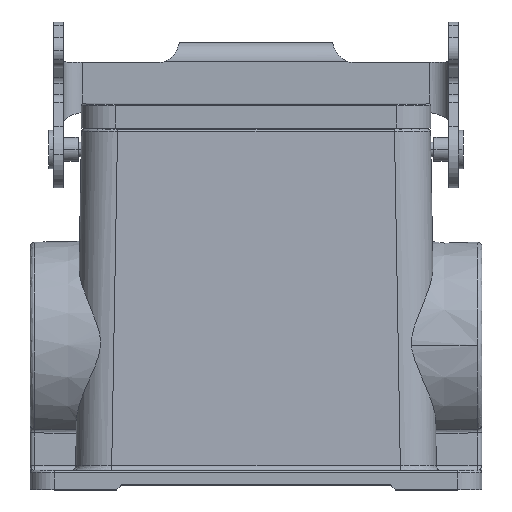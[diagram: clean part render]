
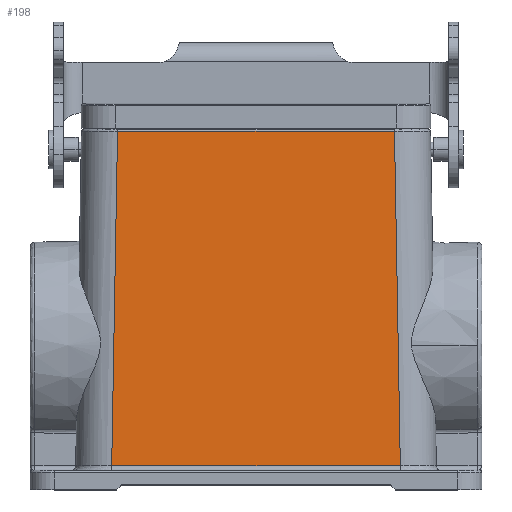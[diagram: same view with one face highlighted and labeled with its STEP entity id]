
A CAD part, top view. The second image highlights one B-rep face of the part: STEP entity #198.
In plain terms, the highlighted planar face has unit normal (0, 0.018, 1).
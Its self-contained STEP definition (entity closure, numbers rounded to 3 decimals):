
#198 = ADVANCED_FACE ( 'NONE', ( #12593 ), #1758, .T. ) ;
#964 = EDGE_CURVE ( 'NONE', #11942, #11940, #7360, .T. ) ;
#965 = EDGE_CURVE ( 'NONE', #11940, #11945, #7363, .T. ) ;
#966 = EDGE_CURVE ( 'NONE', #11945, #11947, #7366, .T. ) ;
#967 = EDGE_CURVE ( 'NONE', #11947, #11942, #7369, .T. ) ;
#1758 = PLANE ( 'NONE',  #12596 ) ;
#1759 = CARTESIAN_POINT ( 'NONE',  ( -38.892, -2., 21.5 ) ) ;
#1760 = DIRECTION ( 'NONE',  ( 0., 0.017, 1. ) ) ;
#1761 = DIRECTION ( 'NONE',  ( 0., -1., 0.017 ) ) ;
#7360 = LINE ( 'NONE', #7361, #13292 ) ;
#7361 = CARTESIAN_POINT ( 'NONE',  ( -28.809, -2.491, 21.509 ) ) ;
#7362 = DIRECTION ( 'NONE',  ( -0.017, -1., 0.017 ) ) ;
#7363 = LINE ( 'NONE', #7364, #13294 ) ;
#7364 = CARTESIAN_POINT ( 'NONE',  ( -38.892, -72.017, 22.722 ) ) ;
#7365 = DIRECTION ( 'NONE',  ( 1., 0., 0. ) ) ;
#7366 = LINE ( 'NONE', #7367, #13295 ) ;
#7367 = CARTESIAN_POINT ( 'NONE',  ( 30.023, -72.017, 22.722 ) ) ;
#7368 = DIRECTION ( 'NONE',  ( -0.017, 1., -0.017 ) ) ;
#7369 = LINE ( 'NONE', #7370, #13297 ) ;
#7370 = CARTESIAN_POINT ( 'NONE',  ( -38.892, -2.491, 21.509 ) ) ;
#7371 = DIRECTION ( 'NONE',  ( -1., 0., 0. ) ) ;
#8970 = CARTESIAN_POINT ( 'NONE',  ( -30.023, -72.017, 22.722 ) ) ;
#8972 = CARTESIAN_POINT ( 'NONE',  ( -28.809, -2.491, 21.509 ) ) ;
#8975 = CARTESIAN_POINT ( 'NONE',  ( 30.023, -72.017, 22.722 ) ) ;
#8977 = CARTESIAN_POINT ( 'NONE',  ( 28.81, -2.491, 21.509 ) ) ;
#9555 = ORIENTED_EDGE ( 'NONE', *, *, #965, .T. ) ;
#9556 = ORIENTED_EDGE ( 'NONE', *, *, #966, .T. ) ;
#9557 = ORIENTED_EDGE ( 'NONE', *, *, #967, .T. ) ;
#9558 = ORIENTED_EDGE ( 'NONE', *, *, #964, .T. ) ;
#9874 = EDGE_LOOP ( 'NONE', ( #9556, #9557, #9558, #9555 ) ) ;
#11940 = VERTEX_POINT ( 'NONE', #8970 ) ;
#11942 = VERTEX_POINT ( 'NONE', #8972 ) ;
#11945 = VERTEX_POINT ( 'NONE', #8975 ) ;
#11947 = VERTEX_POINT ( 'NONE', #8977 ) ;
#12593 = FACE_OUTER_BOUND ( 'NONE', #9874, .T. ) ;
#12596 = AXIS2_PLACEMENT_3D ( 'NONE', #1759, #1760, #1761 ) ;
#13292 = VECTOR ( 'NONE', #7362, 1000. ) ;
#13294 = VECTOR ( 'NONE', #7365, 1000. ) ;
#13295 = VECTOR ( 'NONE', #7368, 1000. ) ;
#13297 = VECTOR ( 'NONE', #7371, 1000. ) ;
